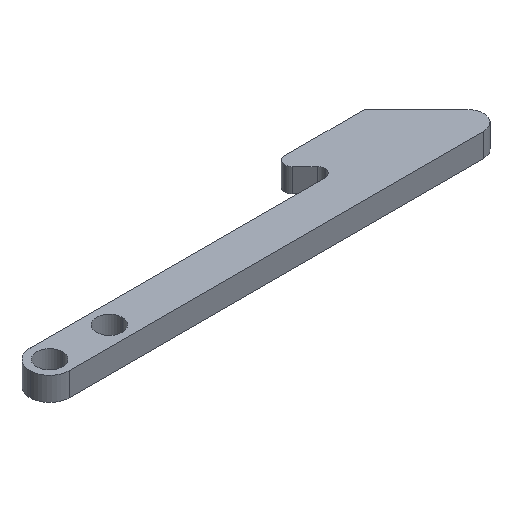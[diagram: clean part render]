
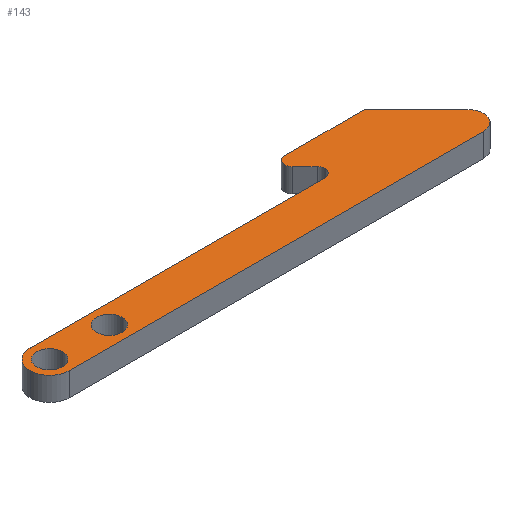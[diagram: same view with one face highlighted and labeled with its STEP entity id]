
A CAD part, isometric view. The second image highlights one B-rep face of the part: STEP entity #143.
In plain terms, the highlighted planar face has unit normal (0, 0, 1).
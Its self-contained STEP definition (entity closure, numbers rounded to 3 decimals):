
#2 = DIRECTION ( 'NONE',  ( 1., 0., 0. ) ) ;
#5 = DIRECTION ( 'NONE',  ( 1., 0., 0. ) ) ;
#9 = EDGE_CURVE ( 'NONE', #437, #498, #408, .T. ) ;
#12 = DIRECTION ( 'NONE',  ( 0., 0., 1. ) ) ;
#14 = DIRECTION ( 'NONE',  ( 1., 0., 0. ) ) ;
#17 = AXIS2_PLACEMENT_3D ( 'NONE', #296, #459, #406 ) ;
#35 = DIRECTION ( 'NONE',  ( 1., 0., 0. ) ) ;
#36 = EDGE_CURVE ( 'NONE', #136, #648, #547, .T. ) ;
#43 = FACE_OUTER_BOUND ( 'NONE', #541, .T. ) ;
#47 = CIRCLE ( 'NONE', #116, 1.65 ) ;
#48 = EDGE_CURVE ( 'NONE', #648, #51, #499, .T. ) ;
#49 = CARTESIAN_POINT ( 'NONE',  ( 37.414, 6.5, 3. ) ) ;
#51 = VERTEX_POINT ( 'NONE', #395 ) ;
#55 = DIRECTION ( 'NONE',  ( 0., 0., 1. ) ) ;
#59 = DIRECTION ( 'NONE',  ( 0., 0., 1. ) ) ;
#63 = DIRECTION ( 'NONE',  ( 1., 0., 0. ) ) ;
#65 = EDGE_LOOP ( 'NONE', ( #567, #495 ) ) ;
#67 = EDGE_CURVE ( 'NONE', #335, #243, #217, .T. ) ;
#69 = VERTEX_POINT ( 'NONE', #589 ) ;
#82 = DIRECTION ( 'NONE',  ( 1., 0., 0. ) ) ;
#85 = ORIENTED_EDGE ( 'NONE', *, *, #9, .T. ) ;
#87 = CARTESIAN_POINT ( 'NONE',  ( 0., 2.5, 3. ) ) ;
#99 = DIRECTION ( 'NONE',  ( -0.707, 0.707, 0. ) ) ;
#110 = EDGE_CURVE ( 'NONE', #179, #636, #175, .T. ) ;
#113 = DIRECTION ( 'NONE',  ( 1., 0., 0. ) ) ;
#116 = AXIS2_PLACEMENT_3D ( 'NONE', #468, #673, #35 ) ;
#117 = LINE ( 'NONE', #330, #611 ) ;
#119 = CARTESIAN_POINT ( 'NONE',  ( 1.65, 0., 3. ) ) ;
#124 = EDGE_CURVE ( 'NONE', #233, #69, #127, .T. ) ;
#125 = CARTESIAN_POINT ( 'NONE',  ( 0., 0., 3. ) ) ;
#127 = CIRCLE ( 'NONE', #17, 1. ) ;
#136 = VERTEX_POINT ( 'NONE', #87 ) ;
#138 = EDGE_CURVE ( 'NONE', #324, #449, #47, .T. ) ;
#143 = ADVANCED_FACE ( 'NONE', ( #623, #43, #418 ), #148, .T. ) ;
#148 = PLANE ( 'NONE',  #149 ) ;
#149 = AXIS2_PLACEMENT_3D ( 'NONE', #677, #669, #253 ) ;
#152 = LINE ( 'NONE', #417, #184 ) ;
#158 = CARTESIAN_POINT ( 'NONE',  ( 37.414, 7.5, 3. ) ) ;
#159 = ORIENTED_EDGE ( 'NONE', *, *, #110, .F. ) ;
#160 = EDGE_CURVE ( 'NONE', #265, #464, #399, .T. ) ;
#166 = LINE ( 'NONE', #216, #549 ) ;
#174 = ORIENTED_EDGE ( 'NONE', *, *, #232, .F. ) ;
#175 = CIRCLE ( 'NONE', #555, 1.65 ) ;
#179 = VERTEX_POINT ( 'NONE', #522 ) ;
#180 = ORIENTED_EDGE ( 'NONE', *, *, #48, .T. ) ;
#184 = VECTOR ( 'NONE', #99, 1000. ) ;
#209 = LINE ( 'NONE', #423, #445 ) ;
#213 = DIRECTION ( 'NONE',  ( 0., 0., 1. ) ) ;
#216 = CARTESIAN_POINT ( 'NONE',  ( 0., -2.5, 3. ) ) ;
#217 = LINE ( 'NONE', #431, #314 ) ;
#232 = EDGE_CURVE ( 'NONE', #412, #464, #152, .T. ) ;
#233 = VERTEX_POINT ( 'NONE', #356 ) ;
#235 = DIRECTION ( 'NONE',  ( 0., 0., 1. ) ) ;
#243 = VERTEX_POINT ( 'NONE', #311 ) ;
#246 = AXIS2_PLACEMENT_3D ( 'NONE', #49, #631, #566 ) ;
#253 = DIRECTION ( 'NONE',  ( 1., 0., 0. ) ) ;
#265 = VERTEX_POINT ( 'NONE', #313 ) ;
#267 = ORIENTED_EDGE ( 'NONE', *, *, #382, .T. ) ;
#269 = AXIS2_PLACEMENT_3D ( 'NONE', #336, #479, #2 ) ;
#275 = ORIENTED_EDGE ( 'NONE', *, *, #67, .F. ) ;
#277 = EDGE_CURVE ( 'NONE', #636, #179, #465, .T. ) ;
#278 = CARTESIAN_POINT ( 'NONE',  ( 7.6, 0., 3. ) ) ;
#286 = AXIS2_PLACEMENT_3D ( 'NONE', #580, #213, #14 ) ;
#289 = EDGE_CURVE ( 'NONE', #335, #265, #328, .T. ) ;
#295 = CARTESIAN_POINT ( 'NONE',  ( -2.5, 0., 3. ) ) ;
#296 = CARTESIAN_POINT ( 'NONE',  ( 37.586, 3.5, 3. ) ) ;
#299 = DIRECTION ( 'NONE',  ( 0., 0., 1. ) ) ;
#300 = EDGE_LOOP ( 'NONE', ( #159, #548 ) ) ;
#311 = CARTESIAN_POINT ( 'NONE',  ( 47.6, 7.5, 3. ) ) ;
#313 = CARTESIAN_POINT ( 'NONE',  ( 36.414, 6.5, 3. ) ) ;
#314 = VECTOR ( 'NONE', #642, 1000. ) ;
#317 = DIRECTION ( 'NONE',  ( -0.707, 0.707, 0. ) ) ;
#324 = VERTEX_POINT ( 'NONE', #119 ) ;
#328 = CIRCLE ( 'NONE', #286, 1. ) ;
#330 = CARTESIAN_POINT ( 'NONE',  ( 0., 2.5, 3. ) ) ;
#331 = CARTESIAN_POINT ( 'NONE',  ( 52.772, -2.5, 3. ) ) ;
#335 = VERTEX_POINT ( 'NONE', #158 ) ;
#336 = CARTESIAN_POINT ( 'NONE',  ( 37.586, 3.5, 3. ) ) ;
#339 = DIRECTION ( 'NONE',  ( 0., 0., 1. ) ) ;
#356 = CARTESIAN_POINT ( 'NONE',  ( 38.586, 3.5, 3. ) ) ;
#361 = ORIENTED_EDGE ( 'NONE', *, *, #36, .T. ) ;
#374 = AXIS2_PLACEMENT_3D ( 'NONE', #586, #55, #113 ) ;
#382 = EDGE_CURVE ( 'NONE', #412, #233, #501, .T. ) ;
#384 = CARTESIAN_POINT ( 'NONE',  ( 36.707, 5.793, 3. ) ) ;
#392 = EDGE_CURVE ( 'NONE', #498, #243, #209, .T. ) ;
#395 = CARTESIAN_POINT ( 'NONE',  ( 0., -2.5, 3. ) ) ;
#399 = CIRCLE ( 'NONE', #246, 1. ) ;
#403 = EDGE_CURVE ( 'NONE', #136, #69, #117, .T. ) ;
#406 = DIRECTION ( 'NONE',  ( 1., 0., 0. ) ) ;
#408 = CIRCLE ( 'NONE', #374, 2. ) ;
#412 = VERTEX_POINT ( 'NONE', #426 ) ;
#413 = EDGE_CURVE ( 'NONE', #51, #437, #166, .T. ) ;
#417 = CARTESIAN_POINT ( 'NONE',  ( 21.25, 21.25, 3. ) ) ;
#418 = FACE_BOUND ( 'NONE', #300, .T. ) ;
#423 = CARTESIAN_POINT ( 'NONE',  ( 27.55, 27.55, 3. ) ) ;
#426 = CARTESIAN_POINT ( 'NONE',  ( 38.293, 4.207, 3. ) ) ;
#430 = DIRECTION ( 'NONE',  ( 1., 0., 0. ) ) ;
#431 = CARTESIAN_POINT ( 'NONE',  ( 0., 7.5, 3. ) ) ;
#437 = VERTEX_POINT ( 'NONE', #331 ) ;
#442 = ORIENTED_EDGE ( 'NONE', *, *, #392, .T. ) ;
#444 = ORIENTED_EDGE ( 'NONE', *, *, #413, .T. ) ;
#445 = VECTOR ( 'NONE', #317, 1000. ) ;
#449 = VERTEX_POINT ( 'NONE', #592 ) ;
#452 = DIRECTION ( 'NONE',  ( 1., 0., 0. ) ) ;
#459 = DIRECTION ( 'NONE',  ( 0., 0., -1. ) ) ;
#464 = VERTEX_POINT ( 'NONE', #384 ) ;
#465 = CIRCLE ( 'NONE', #525, 1.65 ) ;
#466 = CIRCLE ( 'NONE', #569, 1.65 ) ;
#468 = CARTESIAN_POINT ( 'NONE',  ( 0., 0., 3. ) ) ;
#479 = DIRECTION ( 'NONE',  ( 0., 0., -1. ) ) ;
#486 = AXIS2_PLACEMENT_3D ( 'NONE', #125, #12, #491 ) ;
#491 = DIRECTION ( 'NONE',  ( 1., 0., 0. ) ) ;
#494 = CARTESIAN_POINT ( 'NONE',  ( 54.186, 0.914, 3. ) ) ;
#495 = ORIENTED_EDGE ( 'NONE', *, *, #138, .F. ) ;
#496 = ORIENTED_EDGE ( 'NONE', *, *, #160, .T. ) ;
#498 = VERTEX_POINT ( 'NONE', #494 ) ;
#499 = CIRCLE ( 'NONE', #486, 2.5 ) ;
#501 = CIRCLE ( 'NONE', #269, 1. ) ;
#510 = CARTESIAN_POINT ( 'NONE',  ( 9.25, 0., 3. ) ) ;
#522 = CARTESIAN_POINT ( 'NONE',  ( 5.95, 0., 3. ) ) ;
#525 = AXIS2_PLACEMENT_3D ( 'NONE', #278, #59, #63 ) ;
#540 = ORIENTED_EDGE ( 'NONE', *, *, #124, .T. ) ;
#541 = EDGE_LOOP ( 'NONE', ( #275, #653, #496, #174, #267, #540, #590, #361, #180, #444, #85, #442 ) ) ;
#547 = CIRCLE ( 'NONE', #594, 2.5 ) ;
#548 = ORIENTED_EDGE ( 'NONE', *, *, #277, .F. ) ;
#549 = VECTOR ( 'NONE', #430, 1000. ) ;
#555 = AXIS2_PLACEMENT_3D ( 'NONE', #667, #235, #82 ) ;
#562 = CARTESIAN_POINT ( 'NONE',  ( 0., 0., 3. ) ) ;
#566 = DIRECTION ( 'NONE',  ( 1., 0., 0. ) ) ;
#567 = ORIENTED_EDGE ( 'NONE', *, *, #593, .F. ) ;
#569 = AXIS2_PLACEMENT_3D ( 'NONE', #562, #299, #452 ) ;
#580 = CARTESIAN_POINT ( 'NONE',  ( 37.414, 6.5, 3. ) ) ;
#586 = CARTESIAN_POINT ( 'NONE',  ( 52.772, -0.5, 3. ) ) ;
#589 = CARTESIAN_POINT ( 'NONE',  ( 37.586, 2.5, 3. ) ) ;
#590 = ORIENTED_EDGE ( 'NONE', *, *, #403, .F. ) ;
#592 = CARTESIAN_POINT ( 'NONE',  ( -1.65, 0., 3. ) ) ;
#593 = EDGE_CURVE ( 'NONE', #449, #324, #466, .T. ) ;
#594 = AXIS2_PLACEMENT_3D ( 'NONE', #601, #339, #606 ) ;
#601 = CARTESIAN_POINT ( 'NONE',  ( 0., 0., 3. ) ) ;
#606 = DIRECTION ( 'NONE',  ( 1., 0., 0. ) ) ;
#611 = VECTOR ( 'NONE', #5, 1000. ) ;
#623 = FACE_BOUND ( 'NONE', #65, .T. ) ;
#631 = DIRECTION ( 'NONE',  ( 0., 0., 1. ) ) ;
#636 = VERTEX_POINT ( 'NONE', #510 ) ;
#642 = DIRECTION ( 'NONE',  ( 1., 0., 0. ) ) ;
#648 = VERTEX_POINT ( 'NONE', #295 ) ;
#653 = ORIENTED_EDGE ( 'NONE', *, *, #289, .T. ) ;
#667 = CARTESIAN_POINT ( 'NONE',  ( 7.6, 0., 3. ) ) ;
#669 = DIRECTION ( 'NONE',  ( 0., 0., 1. ) ) ;
#673 = DIRECTION ( 'NONE',  ( 0., 0., 1. ) ) ;
#677 = CARTESIAN_POINT ( 'NONE',  ( 0., 0., 3. ) ) ;
